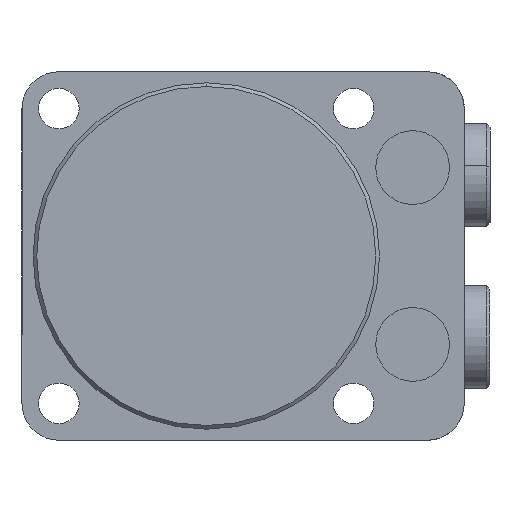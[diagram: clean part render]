
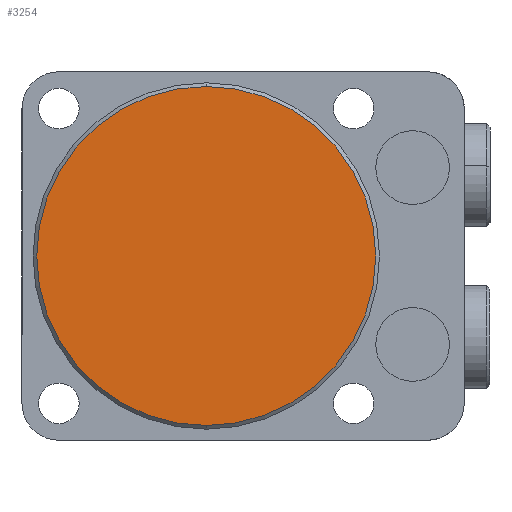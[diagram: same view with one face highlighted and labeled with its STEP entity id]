
A CAD part, front view. The second image highlights one B-rep face of the part: STEP entity #3254.
In plain terms, the highlighted planar face has unit normal (0, -1, 0).
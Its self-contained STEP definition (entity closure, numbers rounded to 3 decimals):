
#45 = AXIS2_PLACEMENT_3D ( 'NONE', #1362, #1361, #1360 ) ;
#70 = EDGE_CURVE ( 'NONE', #1828, #1918, #2858, .T. ) ;
#144 = AXIS2_PLACEMENT_3D ( 'NONE', #2416, #1275, #1277 ) ;
#876 = CARTESIAN_POINT ( 'NONE',  ( 0., 0., 23. ) ) ;
#1095 = CARTESIAN_POINT ( 'NONE',  ( 0., 0., -23. ) ) ;
#1155 = AXIS2_PLACEMENT_3D ( 'NONE', #2254, #2272, #2261 ) ;
#1249 = CIRCLE ( 'NONE', #1155, 23. ) ;
#1275 = DIRECTION ( 'NONE',  ( 0., 1., 0. ) ) ;
#1277 = DIRECTION ( 'NONE',  ( 0., 0., 1. ) ) ;
#1360 = DIRECTION ( 'NONE',  ( 0., 0., 1. ) ) ;
#1361 = DIRECTION ( 'NONE',  ( 0., -1., 0. ) ) ;
#1362 = CARTESIAN_POINT ( 'NONE',  ( 0., 0., 0. ) ) ;
#1605 = EDGE_LOOP ( 'NONE', ( #2047, #2046 ) ) ;
#1828 = VERTEX_POINT ( 'NONE', #1095 ) ;
#1918 = VERTEX_POINT ( 'NONE', #876 ) ;
#2046 = ORIENTED_EDGE ( 'NONE', *, *, #70, .T. ) ;
#2047 = ORIENTED_EDGE ( 'NONE', *, *, #3642, .T. ) ;
#2254 = CARTESIAN_POINT ( 'NONE',  ( 0., 0., 0. ) ) ;
#2261 = DIRECTION ( 'NONE',  ( 0., 0., 1. ) ) ;
#2272 = DIRECTION ( 'NONE',  ( 0., -1., 0. ) ) ;
#2416 = CARTESIAN_POINT ( 'NONE',  ( 0., 0., 0. ) ) ;
#2419 = PLANE ( 'NONE',  #144 ) ;
#2858 = CIRCLE ( 'NONE', #45, 23. ) ;
#3254 = ADVANCED_FACE ( 'NONE', ( #3469 ), #2419, .F. ) ;
#3469 = FACE_OUTER_BOUND ( 'NONE', #1605, .T. ) ;
#3642 = EDGE_CURVE ( 'NONE', #1918, #1828, #1249, .T. ) ;
